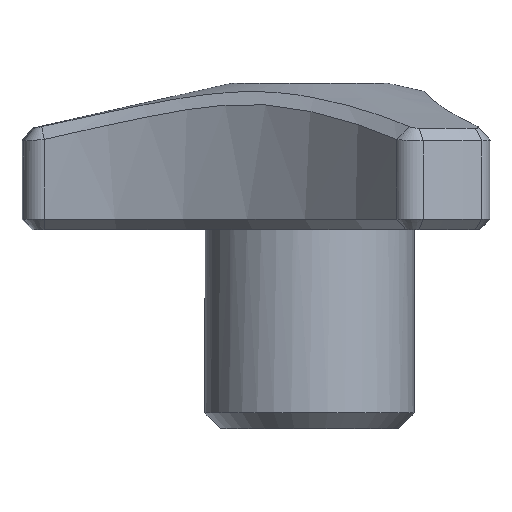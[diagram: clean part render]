
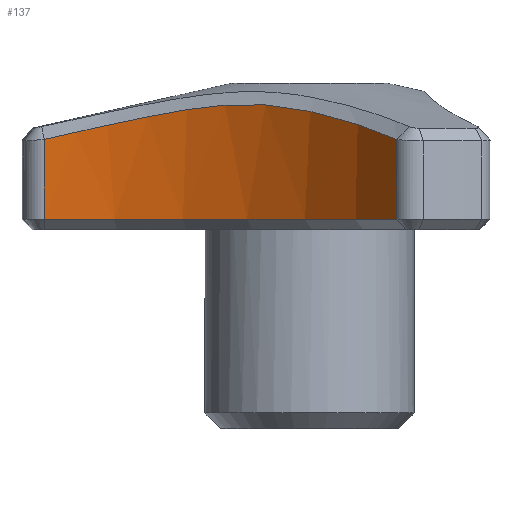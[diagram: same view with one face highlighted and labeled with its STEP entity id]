
A CAD part, left-side view. The second image highlights one B-rep face of the part: STEP entity #137.
In plain terms, the highlighted cylindrical face has radius 40 mm (diameter 80 mm), a partial arc.
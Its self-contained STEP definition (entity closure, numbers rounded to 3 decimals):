
#137 = ADVANCED_FACE( '', ( #317 ), #318, .F. );
#317 = FACE_OUTER_BOUND( '', #576, .T. );
#318 = CYLINDRICAL_SURFACE( '', #577, 40. );
#576 = EDGE_LOOP( '', ( #1012, #1013, #1014, #1015 ) );
#577 = AXIS2_PLACEMENT_3D( '', #1016, #1017, #1018 );
#1012 = ORIENTED_EDGE( '', *, *, #1484, .T. );
#1013 = ORIENTED_EDGE( '', *, *, #1475, .T. );
#1014 = ORIENTED_EDGE( '', *, *, #1485, .T. );
#1015 = ORIENTED_EDGE( '', *, *, #1486, .T. );
#1016 = CARTESIAN_POINT( '', ( -44.988, 25.974, 50. ) );
#1017 = DIRECTION( '', ( 0., 0., 1. ) );
#1018 = DIRECTION( '', ( -1., 0., 0. ) );
#1475 = EDGE_CURVE( '', #1770, #1665, #1772, .F. );
#1484 = EDGE_CURVE( '', #1659, #1770, #1783, .T. );
#1485 = EDGE_CURVE( '', #1665, #1784, #1785, .F. );
#1486 = EDGE_CURVE( '', #1784, #1659, #1786, .T. );
#1659 = VERTEX_POINT( '', #2206 );
#1665 = VERTEX_POINT( '', #2242 );
#1770 = VERTEX_POINT( '', #2425 );
#1772 = CIRCLE( '', #2428, 40. );
#1783 = LINE( '', #2450, #2451 );
#1784 = VERTEX_POINT( '', #2452 );
#1785 = LINE( '', #2453, #2454 );
#1786 = B_SPLINE_CURVE_WITH_KNOTS( '', 3, ( #2455, #2456, #2457, #2458, #2459, #2460, #2461, #2462, #2463, #2464, #2465, #2466, #2467, #2468, #2469, #2470, #2471, #2472, #2473, #2474, #2475, #2476, #2477, #2478, #2479, #2480, #2481, #2482, #2483, #2484, #2485, #2486, #2487, #2488, #2489, #2490, #2491, #2492, #2493, #2494, #2495 ), .UNSPECIFIED., .F., .F., ( 4, 1, 1, 1, 1, 1, 1, 1, 1, 1, 1, 1, 1, 1, 1, 1, 1, 1, 1, 1, 1, 1, 1, 1, 1, 1, 1, 1, 1, 1, 1, 1, 1, 1, 1, 1, 1, 1, 4 ), ( 0., 0.016, 0.033, 0.048, 0.063, 0.078, 0.093, 0.107, 0.12, 0.133, 0.146, 0.159, 0.17, 0.182, 0.193, 0.204, 0.214, 0.224, 0.233, 0.243, 0.251, 0.318, 0.376, 0.441, 0.501, 0.561, 0.626, 0.684, 0.751, 0.768, 0.787, 0.808, 0.831, 0.855, 0.881, 0.908, 0.937, 0.968, 1. ), .UNSPECIFIED. );
#2206 = CARTESIAN_POINT( '', ( -4.993, 25.355, 27.644 ) );
#2242 = CARTESIAN_POINT( '', ( -24.454, -8.353, 20. ) );
#2425 = CARTESIAN_POINT( '', ( -4.993, 25.355, 20. ) );
#2428 = AXIS2_PLACEMENT_3D( '', #2899, #2900, #2901 );
#2450 = CARTESIAN_POINT( '', ( -4.993, 25.355, 50. ) );
#2451 = VECTOR( '', #2908, 1000. );
#2452 = CARTESIAN_POINT( '', ( -24.454, -8.353, 27.643 ) );
#2453 = CARTESIAN_POINT( '', ( -24.454, -8.353, 50. ) );
#2454 = VECTOR( '', #2909, 1000. );
#2455 = CARTESIAN_POINT( '', ( -24.454, -8.353, 27.644 ) );
#2456 = CARTESIAN_POINT( '', ( -24.265, -8.239, 27.694 ) );
#2457 = CARTESIAN_POINT( '', ( -23.892, -8.013, 27.794 ) );
#2458 = CARTESIAN_POINT( '', ( -23.345, -7.667, 27.94 ) );
#2459 = CARTESIAN_POINT( '', ( -22.818, -7.322, 28.083 ) );
#2460 = CARTESIAN_POINT( '', ( -22.31, -6.977, 28.22 ) );
#2461 = CARTESIAN_POINT( '', ( -21.82, -6.635, 28.354 ) );
#2462 = CARTESIAN_POINT( '', ( -21.349, -6.295, 28.483 ) );
#2463 = CARTESIAN_POINT( '', ( -20.896, -5.958, 28.607 ) );
#2464 = CARTESIAN_POINT( '', ( -20.461, -5.625, 28.728 ) );
#2465 = CARTESIAN_POINT( '', ( -20.044, -5.297, 28.844 ) );
#2466 = CARTESIAN_POINT( '', ( -19.643, -4.973, 28.955 ) );
#2467 = CARTESIAN_POINT( '', ( -19.26, -4.655, 29.062 ) );
#2468 = CARTESIAN_POINT( '', ( -18.893, -4.343, 29.165 ) );
#2469 = CARTESIAN_POINT( '', ( -18.542, -4.037, 29.263 ) );
#2470 = CARTESIAN_POINT( '', ( -18.207, -3.738, 29.357 ) );
#2471 = CARTESIAN_POINT( '', ( -17.887, -3.447, 29.446 ) );
#2472 = CARTESIAN_POINT( '', ( -17.583, -3.163, 29.531 ) );
#2473 = CARTESIAN_POINT( '', ( -17.293, -2.888, 29.612 ) );
#2474 = CARTESIAN_POINT( '', ( -17.018, -2.622, 29.688 ) );
#2475 = CARTESIAN_POINT( '', ( -16.757, -2.364, 29.76 ) );
#2476 = CARTESIAN_POINT( '', ( -15.954, -1.557, 29.98 ) );
#2477 = CARTESIAN_POINT( '', ( -14.728, -0.226, 30.304 ) );
#2478 = CARTESIAN_POINT( '', ( -13.101, 1.78, 30.688 ) );
#2479 = CARTESIAN_POINT( '', ( -11.643, 3.831, 30.939 ) );
#2480 = CARTESIAN_POINT( '', ( -10.302, 6.001, 31.03 ) );
#2481 = CARTESIAN_POINT( '', ( -9.102, 8.244, 30.932 ) );
#2482 = CARTESIAN_POINT( '', ( -8.066, 10.519, 30.68 ) );
#2483 = CARTESIAN_POINT( '', ( -7.146, 12.929, 30.293 ) );
#2484 = CARTESIAN_POINT( '', ( -6.573, 14.777, 29.945 ) );
#2485 = CARTESIAN_POINT( '', ( -6.216, 16.132, 29.672 ) );
#2486 = CARTESIAN_POINT( '', ( -6.031, 16.887, 29.516 ) );
#2487 = CARTESIAN_POINT( '', ( -5.848, 17.71, 29.342 ) );
#2488 = CARTESIAN_POINT( '', ( -5.67, 18.6, 29.151 ) );
#2489 = CARTESIAN_POINT( '', ( -5.502, 19.559, 28.942 ) );
#2490 = CARTESIAN_POINT( '', ( -5.348, 20.586, 28.716 ) );
#2491 = CARTESIAN_POINT( '', ( -5.214, 21.681, 28.473 ) );
#2492 = CARTESIAN_POINT( '', ( -5.105, 22.845, 28.213 ) );
#2493 = CARTESIAN_POINT( '', ( -5.025, 24.077, 27.935 ) );
#2494 = CARTESIAN_POINT( '', ( -5.004, 24.922, 27.743 ) );
#2495 = CARTESIAN_POINT( '', ( -4.993, 25.355, 27.644 ) );
#2899 = CARTESIAN_POINT( '', ( -44.988, 25.974, 20. ) );
#2900 = DIRECTION( '', ( 0., 0., 1. ) );
#2901 = DIRECTION( '', ( 1., 0., 0. ) );
#2908 = DIRECTION( '', ( 0., 0., -1. ) );
#2909 = DIRECTION( '', ( 0., 0., -1. ) );
